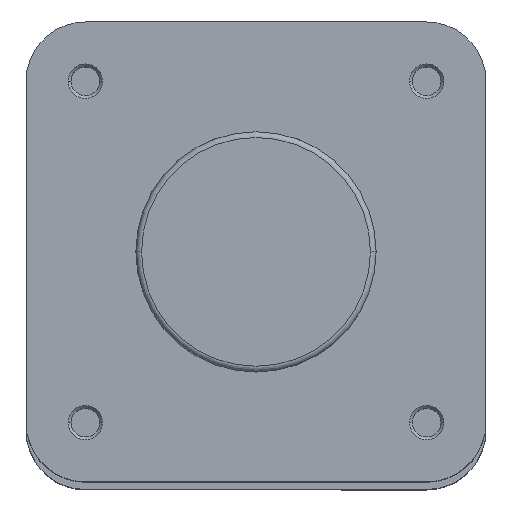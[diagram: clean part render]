
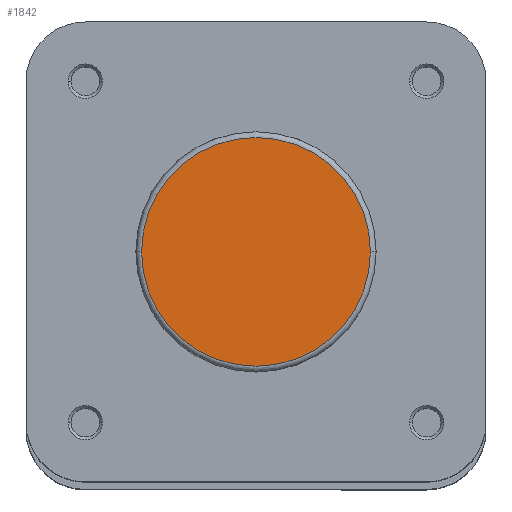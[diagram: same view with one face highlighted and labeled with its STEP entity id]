
A CAD part, top view. The second image highlights one B-rep face of the part: STEP entity #1842.
In plain terms, the highlighted planar face has unit normal (0, 0, 1).
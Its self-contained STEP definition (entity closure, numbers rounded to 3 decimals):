
#9 = EDGE_CURVE ( 'NONE', #895, #600, #1940, .T. ) ;
#231 = ORIENTED_EDGE ( 'NONE', *, *, #1075, .T. ) ;
#232 = ORIENTED_EDGE ( 'NONE', *, *, #9, .T. ) ;
#444 = EDGE_LOOP ( 'NONE', ( #232, #231 ) ) ;
#600 = VERTEX_POINT ( 'NONE', #4851 ) ;
#657 = DIRECTION ( 'NONE',  ( 0., 0., 1. ) ) ;
#658 = DIRECTION ( 'NONE',  ( -1., 0., 0. ) ) ;
#704 = CARTESIAN_POINT ( 'NONE',  ( 0., 0., 0. ) ) ;
#895 = VERTEX_POINT ( 'NONE', #4946 ) ;
#1075 = EDGE_CURVE ( 'NONE', #600, #895, #2056, .T. ) ;
#1358 = AXIS2_PLACEMENT_3D ( 'NONE', #704, #657, #658 ) ;
#1400 = AXIS2_PLACEMENT_3D ( 'NONE', #5087, #5086, #5085 ) ;
#1595 = AXIS2_PLACEMENT_3D ( 'NONE', #3705, #3711, #3712 ) ;
#1842 = ADVANCED_FACE ( 'NONE', ( #2529 ), #3702, .F. ) ;
#1940 = CIRCLE ( 'NONE', #1358, 19.9 ) ;
#2056 = CIRCLE ( 'NONE', #1400, 19.9 ) ;
#2529 = FACE_OUTER_BOUND ( 'NONE', #444, .T. ) ;
#3702 = PLANE ( 'NONE',  #1595 ) ;
#3705 = CARTESIAN_POINT ( 'NONE',  ( 0., 20.9, 0. ) ) ;
#3711 = DIRECTION ( 'NONE',  ( 0., 0., -1. ) ) ;
#3712 = DIRECTION ( 'NONE',  ( -1., 0., 0. ) ) ;
#4851 = CARTESIAN_POINT ( 'NONE',  ( 19.9, 0., 0. ) ) ;
#4946 = CARTESIAN_POINT ( 'NONE',  ( -19.9, 0., 0. ) ) ;
#5085 = DIRECTION ( 'NONE',  ( -1., 0., 0. ) ) ;
#5086 = DIRECTION ( 'NONE',  ( 0., 0., 1. ) ) ;
#5087 = CARTESIAN_POINT ( 'NONE',  ( 0., 0., 0. ) ) ;
